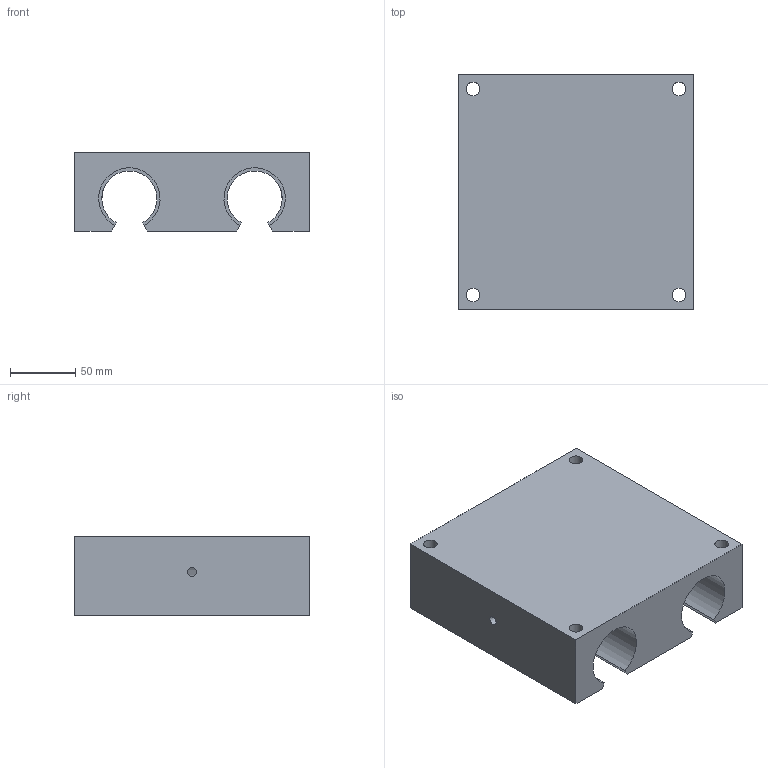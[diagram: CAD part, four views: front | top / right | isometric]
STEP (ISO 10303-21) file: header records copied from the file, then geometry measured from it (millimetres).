
FILE_DESCRIPTION( ( 'Unknown' ), '1' );
FILE_NAME( 'SQSO-30.stp', 'Unknown', ( 'Unknown' ), ( 'Unknown' ), 'PSStep 13.0', 'Unknown', ' ' );
FILE_SCHEMA( ( 'AUTOMOTIVE_DESIGN { 1 0 10303 214 1 1 1 1 }' ) );
Length unit declared in the file: millimetre
Products named in the file (1): 1
Bounding box: 180 x 180 x 60 mm (x, y, z)
Volume: 1290529.9 mm3; surface area: 148814.8 mm2
Topology: 1 solids, 1 shells, 38 faces, 100 edges, 68 vertices
Faces by surface type: plane 20, cylinder 18
Full cylindrical faces by diameter (mm): 6.917 x4, 10.5 x4, 18 x4
Entity records: 1536 total; most frequent: CARTESIAN_POINT 305, DIRECTION 190, ORIENTED_EDGE 164, EDGE_CURVE 82, AXIS2_PLACEMENT_3D 71, EDGE_LOOP 66, VERTEX_POINT 62, FACE_OUTER_BOUND 50
